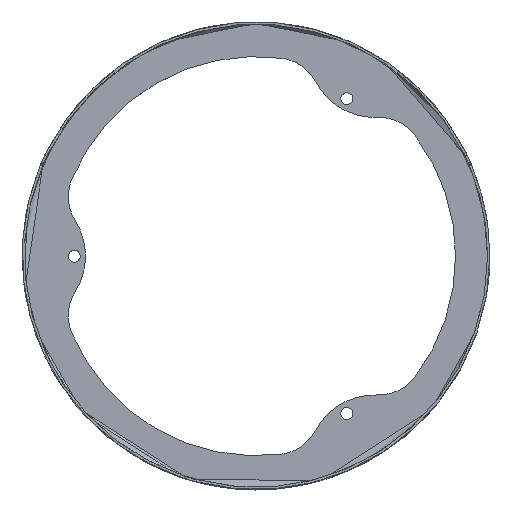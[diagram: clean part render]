
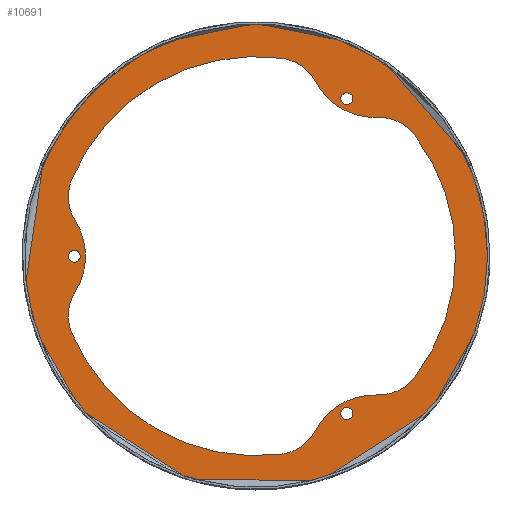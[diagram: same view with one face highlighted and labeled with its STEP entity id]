
A CAD part, top view. The second image highlights one B-rep face of the part: STEP entity #10691.
In plain terms, the highlighted planar face has unit normal (0, 0, 1).
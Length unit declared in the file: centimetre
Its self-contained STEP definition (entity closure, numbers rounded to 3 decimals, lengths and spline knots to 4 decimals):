
#34=FACE_BOUND('',#1302,.T.);
#35=FACE_BOUND('',#1303,.T.);
#36=FACE_BOUND('',#1304,.T.);
#37=FACE_BOUND('',#1305,.T.);
#263=PLANE('',#11249);
#778=FACE_OUTER_BOUND('',#1301,.T.);
#1301=EDGE_LOOP('',(#7463));
#1302=EDGE_LOOP('',(#7464));
#1303=EDGE_LOOP('',(#7465,#7466,#7467,#7468,#7469,#7470,#7471,#7472,#7473,
#7474,#7475,#7476));
#1304=EDGE_LOOP('',(#7477));
#1305=EDGE_LOOP('',(#7478));
#4113=CIRCLE('',#11202,155.5);
#4115=CIRCLE('',#11205,4.);
#4117=CIRCLE('',#11208,4.);
#4120=CIRCLE('',#11212,30.);
#4122=CIRCLE('',#11215,45.);
#4124=CIRCLE('',#11218,30.);
#4126=CIRCLE('',#11221,134.);
#4128=CIRCLE('',#11224,30.);
#4130=CIRCLE('',#11227,45.);
#4132=CIRCLE('',#11230,30.);
#4134=CIRCLE('',#11233,134.);
#4136=CIRCLE('',#11236,30.);
#4138=CIRCLE('',#11239,45.);
#4140=CIRCLE('',#11242,30.);
#4142=CIRCLE('',#11245,134.);
#4143=CIRCLE('',#11247,4.);
#4689=VERTEX_POINT('',#15546);
#4691=VERTEX_POINT('',#15552);
#4693=VERTEX_POINT('',#15558);
#4697=VERTEX_POINT('',#15567);
#4698=VERTEX_POINT('',#15569);
#4700=VERTEX_POINT('',#15575);
#4702=VERTEX_POINT('',#15581);
#4704=VERTEX_POINT('',#15587);
#4706=VERTEX_POINT('',#15593);
#4708=VERTEX_POINT('',#15599);
#4710=VERTEX_POINT('',#15605);
#4712=VERTEX_POINT('',#15611);
#4714=VERTEX_POINT('',#15617);
#4716=VERTEX_POINT('',#15623);
#4718=VERTEX_POINT('',#15629);
#4719=VERTEX_POINT('',#15636);
#5773=EDGE_CURVE('',#4689,#4689,#4113,.T.);
#5776=EDGE_CURVE('',#4691,#4691,#4115,.T.);
#5779=EDGE_CURVE('',#4693,#4693,#4117,.T.);
#5784=EDGE_CURVE('',#4698,#4697,#4120,.T.);
#5787=EDGE_CURVE('',#4700,#4698,#4122,.T.);
#5790=EDGE_CURVE('',#4702,#4700,#4124,.T.);
#5793=EDGE_CURVE('',#4704,#4702,#4126,.T.);
#5796=EDGE_CURVE('',#4706,#4704,#4128,.T.);
#5799=EDGE_CURVE('',#4708,#4706,#4130,.T.);
#5802=EDGE_CURVE('',#4710,#4708,#4132,.T.);
#5805=EDGE_CURVE('',#4712,#4710,#4134,.T.);
#5808=EDGE_CURVE('',#4714,#4712,#4136,.T.);
#5811=EDGE_CURVE('',#4716,#4714,#4138,.T.);
#5814=EDGE_CURVE('',#4718,#4716,#4140,.T.);
#5817=EDGE_CURVE('',#4697,#4718,#4142,.T.);
#5818=EDGE_CURVE('',#4719,#4719,#4143,.T.);
#7463=ORIENTED_EDGE('',*,*,#5773,.T.);
#7464=ORIENTED_EDGE('',*,*,#5818,.T.);
#7465=ORIENTED_EDGE('',*,*,#5817,.T.);
#7466=ORIENTED_EDGE('',*,*,#5814,.T.);
#7467=ORIENTED_EDGE('',*,*,#5811,.T.);
#7468=ORIENTED_EDGE('',*,*,#5808,.T.);
#7469=ORIENTED_EDGE('',*,*,#5805,.T.);
#7470=ORIENTED_EDGE('',*,*,#5802,.T.);
#7471=ORIENTED_EDGE('',*,*,#5799,.T.);
#7472=ORIENTED_EDGE('',*,*,#5796,.T.);
#7473=ORIENTED_EDGE('',*,*,#5793,.T.);
#7474=ORIENTED_EDGE('',*,*,#5790,.T.);
#7475=ORIENTED_EDGE('',*,*,#5787,.T.);
#7476=ORIENTED_EDGE('',*,*,#5784,.T.);
#7477=ORIENTED_EDGE('',*,*,#5779,.T.);
#7478=ORIENTED_EDGE('',*,*,#5776,.T.);
#10691=ADVANCED_FACE('',(#778,#34,#35,#36,#37),#263,.T.);
#11202=AXIS2_PLACEMENT_3D('',#15547,#12306,#12307);
#11205=AXIS2_PLACEMENT_3D('',#15553,#12313,#12314);
#11208=AXIS2_PLACEMENT_3D('',#15559,#12320,#12321);
#11212=AXIS2_PLACEMENT_3D('',#15570,#12330,#12331);
#11215=AXIS2_PLACEMENT_3D('',#15576,#12337,#12338);
#11218=AXIS2_PLACEMENT_3D('',#15582,#12344,#12345);
#11221=AXIS2_PLACEMENT_3D('',#15588,#12351,#12352);
#11224=AXIS2_PLACEMENT_3D('',#15594,#12358,#12359);
#11227=AXIS2_PLACEMENT_3D('',#15600,#12365,#12366);
#11230=AXIS2_PLACEMENT_3D('',#15606,#12372,#12373);
#11233=AXIS2_PLACEMENT_3D('',#15612,#12379,#12380);
#11236=AXIS2_PLACEMENT_3D('',#15618,#12386,#12387);
#11239=AXIS2_PLACEMENT_3D('',#15624,#12393,#12394);
#11242=AXIS2_PLACEMENT_3D('',#15630,#12400,#12401);
#11245=AXIS2_PLACEMENT_3D('',#15634,#12407,#12408);
#11247=AXIS2_PLACEMENT_3D('',#15637,#12411,#12412);
#11249=AXIS2_PLACEMENT_3D('',#15641,#12416,#12417);
#12306=DIRECTION('center_axis',(0.,0.,1.));
#12307=DIRECTION('ref_axis',(-1.,0.,0.));
#12313=DIRECTION('center_axis',(0.,0.,-1.));
#12314=DIRECTION('ref_axis',(1.,0.,0.));
#12320=DIRECTION('center_axis',(0.,0.,-1.));
#12321=DIRECTION('ref_axis',(-1.,0.,0.));
#12330=DIRECTION('center_axis',(0.,0.,-1.));
#12331=DIRECTION('ref_axis',(-0.038,0.999,0.));
#12337=DIRECTION('center_axis',(0.,0.,1.));
#12338=DIRECTION('ref_axis',(-0.884,-0.467,0.));
#12344=DIRECTION('center_axis',(0.,0.,-1.));
#12345=DIRECTION('ref_axis',(0.129,0.992,0.));
#12351=DIRECTION('center_axis',(0.,0.,-1.));
#12352=DIRECTION('ref_axis',(-0.923,0.384,0.));
#12358=DIRECTION('center_axis',(0.,0.,-1.));
#12359=DIRECTION('ref_axis',(-0.846,-0.533,0.));
#12365=DIRECTION('center_axis',(0.,0.,1.));
#12366=DIRECTION('ref_axis',(0.846,-0.533,0.));
#12372=DIRECTION('center_axis',(0.,0.,-1.));
#12373=DIRECTION('ref_axis',(-0.923,-0.384,0.));
#12379=DIRECTION('center_axis',(0.,0.,-1.));
#12380=DIRECTION('ref_axis',(0.129,-0.992,0.));
#12386=DIRECTION('center_axis',(0.,0.,-1.));
#12387=DIRECTION('ref_axis',(0.884,-0.467,0.));
#12393=DIRECTION('center_axis',(0.,0.,1.));
#12394=DIRECTION('ref_axis',(0.038,0.999,0.));
#12400=DIRECTION('center_axis',(0.,0.,-1.));
#12401=DIRECTION('ref_axis',(0.794,-0.608,0.));
#12407=DIRECTION('center_axis',(0.,0.,-1.));
#12408=DIRECTION('ref_axis',(0.794,0.608,0.));
#12411=DIRECTION('center_axis',(0.,0.,-1.));
#12412=DIRECTION('ref_axis',(1.,0.,0.));
#12416=DIRECTION('center_axis',(0.,0.,1.));
#12417=DIRECTION('ref_axis',(1.,0.,0.));
#15546=CARTESIAN_POINT('',(155.5,0.,5.));
#15547=CARTESIAN_POINT('Origin',(0.,0.,5.));
#15552=CARTESIAN_POINT('',(-126.,0.,5.));
#15553=CARTESIAN_POINT('Origin',(-122.,0.,5.));
#15558=CARTESIAN_POINT('',(65.,105.6551,5.));
#15559=CARTESIAN_POINT('Origin',(61.,105.6551,5.));
#15567=CARTESIAN_POINT('',(106.4335,81.412,5.));
#15569=CARTESIAN_POINT('',(81.4631,93.1637,5.));
#15570=CARTESIAN_POINT('Origin',(82.6051,63.1854,5.));
#15575=CARTESIAN_POINT('',(39.9506,117.1309,5.));
#15576=CARTESIAN_POINT('Origin',(79.75,138.1311,5.));
#15581=CARTESIAN_POINT('',(17.2881,132.8801,5.));
#15582=CARTESIAN_POINT('Origin',(13.4176,103.1308,5.));
#15587=CARTESIAN_POINT('',(-123.7216,51.4681,5.));
#15588=CARTESIAN_POINT('Origin',(0.,0.,5.));
#15593=CARTESIAN_POINT('',(-121.4136,23.9672,5.));
#15594=CARTESIAN_POINT('Origin',(-96.0227,39.9454,5.));
#15599=CARTESIAN_POINT('',(-121.4136,-23.9672,5.));
#15600=CARTESIAN_POINT('Origin',(-159.5,0.,5.));
#15605=CARTESIAN_POINT('',(-123.7216,-51.4681,5.));
#15606=CARTESIAN_POINT('Origin',(-96.0227,-39.9454,5.));
#15611=CARTESIAN_POINT('',(17.2881,-132.8801,5.));
#15612=CARTESIAN_POINT('Origin',(0.,0.,
5.));
#15617=CARTESIAN_POINT('',(39.9506,-117.1309,5.));
#15618=CARTESIAN_POINT('Origin',(13.4176,-103.1308,5.));
#15623=CARTESIAN_POINT('',(81.4631,-93.1637,5.));
#15624=CARTESIAN_POINT('Origin',(79.75,-138.1311,5.));
#15629=CARTESIAN_POINT('',(106.4335,-81.412,5.));
#15630=CARTESIAN_POINT('Origin',(82.6051,-63.1854,5.));
#15634=CARTESIAN_POINT('Origin',(0.,0.,
5.));
#15636=CARTESIAN_POINT('',(57.,-105.6551,5.));
#15637=CARTESIAN_POINT('Origin',(61.,-105.6551,5.));
#15641=CARTESIAN_POINT('Origin',(0.,0.,5.));
